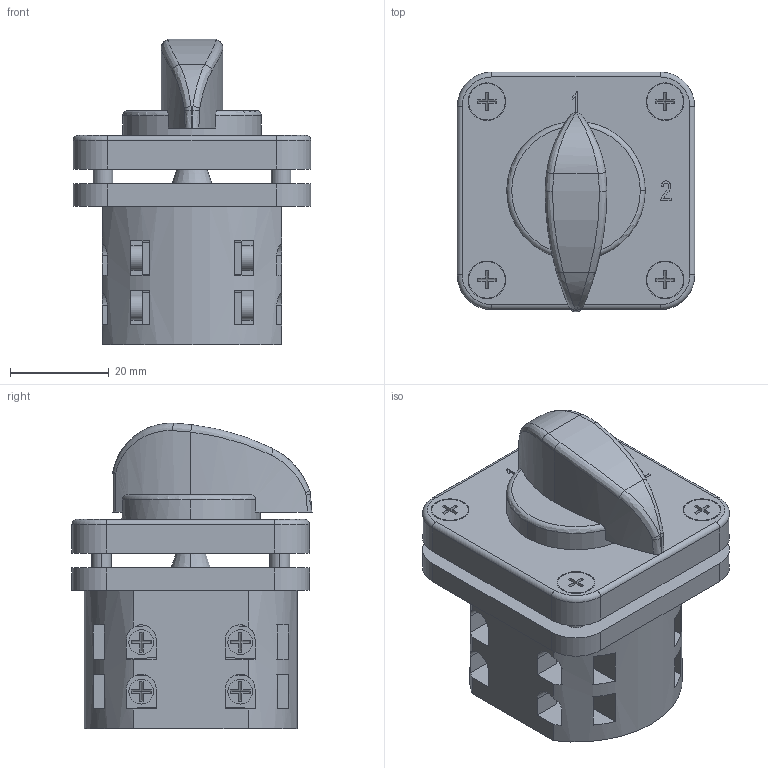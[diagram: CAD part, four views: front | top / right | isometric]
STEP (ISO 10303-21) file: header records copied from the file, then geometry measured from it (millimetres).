
FILE_DESCRIPTION (( 'STEP AP214' ), '1' );
FILE_NAME ('BCS12-010-3 Ïåðåêëþ÷àòåëü êóëà÷êîâûé ÏÊÏ10-22_Î 10À 1-2 2Ð_400Â.STEP', '2017-12-13T12:09:10', ( '' ), ( '' ), 'SwSTEP 2.0', 'SolidWorks 2014', '' );
FILE_SCHEMA (( 'AUTOMOTIVE_DESIGN' ));
Length unit declared in the file: millimetre
Products named in the file (1): BCS12-010-3 Ïåðåêëþ÷àòåëü êóëà÷êîâûé ÏÊÏ10-22_Î 10À  1-2  2Ð_400Â
Bounding box: 48 x 48.5 x 61.74 mm (x, y, z)
Volume: 67550.3 mm3; surface area: 20413 mm2
Topology: 5 solids, 5 shells, 421 faces, 1041 edges, 663 vertices
Faces by surface type: plane 303, cylinder 85, bspline 23, torus 7, cone 2, sphere 1
Entity records: 13493 total; most frequent: CARTESIAN_POINT 3428, ORIENTED_EDGE 2078, DIRECTION 1995, EDGE_CURVE 1039, VECTOR 761, LINE 761, VERTEX_POINT 662, AXIS2_PLACEMENT_3D 617
